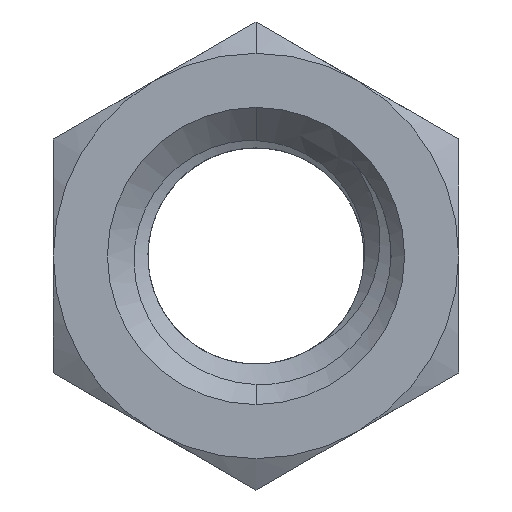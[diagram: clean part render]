
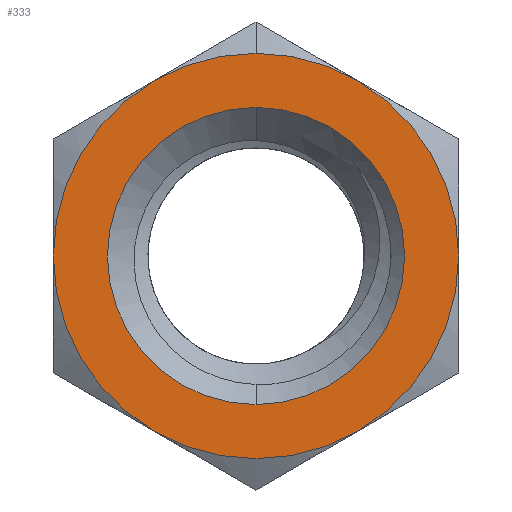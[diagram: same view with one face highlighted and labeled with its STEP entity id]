
A CAD part, front view. The second image highlights one B-rep face of the part: STEP entity #333.
In plain terms, the highlighted planar face has unit normal (0, -1, 0).
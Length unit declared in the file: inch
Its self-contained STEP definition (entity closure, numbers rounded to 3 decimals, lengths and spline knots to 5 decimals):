
#6 = AXIS2_PLACEMENT_3D ( 'NONE', #696, #895, #1505 ) ;
#44 = EDGE_CURVE ( 'NONE', #1606, #1435, #1904, .T. ) ;
#48 = CARTESIAN_POINT ( 'NONE',  ( 0., -0.1615, 0. ) ) ;
#52 = DIRECTION ( 'NONE',  ( 0., 0., -1. ) ) ;
#116 = DIRECTION ( 'NONE',  ( 0., 0., 1. ) ) ;
#151 = VERTEX_POINT ( 'NONE', #2188 ) ;
#153 = VERTEX_POINT ( 'NONE', #514 ) ;
#204 = CIRCLE ( 'NONE', #1908, 0.375 ) ;
#208 = CIRCLE ( 'NONE', #1559, 0.275 ) ;
#234 = CARTESIAN_POINT ( 'NONE',  ( -0.1875, -0.1615, -0.32476 ) ) ;
#292 = DIRECTION ( 'NONE',  ( 0., 0., 1. ) ) ;
#297 = CARTESIAN_POINT ( 'NONE',  ( 0., -0.1615, 0. ) ) ;
#310 = CARTESIAN_POINT ( 'NONE',  ( 0., -0.1615, 0. ) ) ;
#333 = ADVANCED_FACE ( 'NONE', ( #2128, #1785 ), #658, .F. ) ;
#386 = CIRCLE ( 'NONE', #6, 0.375 ) ;
#463 = AXIS2_PLACEMENT_3D ( 'NONE', #1578, #628, #1944 ) ;
#491 = EDGE_CURVE ( 'NONE', #2043, #974, #1666, .T. ) ;
#493 = CARTESIAN_POINT ( 'NONE',  ( 0., -0.1615, 0.375 ) ) ;
#514 = CARTESIAN_POINT ( 'NONE',  ( 0., -0.1615, -0.275 ) ) ;
#522 = CARTESIAN_POINT ( 'NONE',  ( 0.1875, -0.1615, -0.32476 ) ) ;
#532 = DIRECTION ( 'NONE',  ( 0., -1., 0. ) ) ;
#608 = CARTESIAN_POINT ( 'NONE',  ( 0., -0.1615, 0.275 ) ) ;
#628 = DIRECTION ( 'NONE',  ( 0., 1., 0. ) ) ;
#658 = PLANE ( 'NONE',  #463 ) ;
#678 = EDGE_CURVE ( 'NONE', #1131, #153, #1864, .T. ) ;
#696 = CARTESIAN_POINT ( 'NONE',  ( 0., -0.1615, 0. ) ) ;
#736 = EDGE_CURVE ( 'NONE', #974, #1139, #1122, .T. ) ;
#761 = AXIS2_PLACEMENT_3D ( 'NONE', #1735, #1000, #292 ) ;
#774 = DIRECTION ( 'NONE',  ( 0., -1., 0. ) ) ;
#799 = AXIS2_PLACEMENT_3D ( 'NONE', #1719, #954, #52 ) ;
#847 = ORIENTED_EDGE ( 'NONE', *, *, #736, .T. ) ;
#863 = DIRECTION ( 'NONE',  ( 0., 0., 1. ) ) ;
#889 = EDGE_CURVE ( 'NONE', #993, #151, #386, .T. ) ;
#895 = DIRECTION ( 'NONE',  ( 0., -1., 0. ) ) ;
#907 = EDGE_CURVE ( 'NONE', #1435, #2043, #204, .T. ) ;
#954 = DIRECTION ( 'NONE',  ( 0., -1., 0. ) ) ;
#960 = CIRCLE ( 'NONE', #2366, 0.375 ) ;
#974 = VERTEX_POINT ( 'NONE', #2375 ) ;
#976 = EDGE_LOOP ( 'NONE', ( #2397, #2358 ) ) ;
#993 = VERTEX_POINT ( 'NONE', #522 ) ;
#1000 = DIRECTION ( 'NONE',  ( 0., -1., 0. ) ) ;
#1030 = DIRECTION ( 'NONE',  ( 0., 0., 1. ) ) ;
#1062 = EDGE_CURVE ( 'NONE', #1139, #993, #960, .T. ) ;
#1069 = DIRECTION ( 'NONE',  ( 0., 1., 0. ) ) ;
#1122 = CIRCLE ( 'NONE', #761, 0.375 ) ;
#1131 = VERTEX_POINT ( 'NONE', #608 ) ;
#1139 = VERTEX_POINT ( 'NONE', #234 ) ;
#1154 = DIRECTION ( 'NONE',  ( 0., -1., 0. ) ) ;
#1234 = AXIS2_PLACEMENT_3D ( 'NONE', #297, #1967, #1030 ) ;
#1256 = CARTESIAN_POINT ( 'NONE',  ( 0.1875, -0.1615, 0.32476 ) ) ;
#1274 = DIRECTION ( 'NONE',  ( 0., 0., 1. ) ) ;
#1435 = VERTEX_POINT ( 'NONE', #493 ) ;
#1445 = ORIENTED_EDGE ( 'NONE', *, *, #44, .T. ) ;
#1459 = CARTESIAN_POINT ( 'NONE',  ( 0., -0.1615, 0. ) ) ;
#1505 = DIRECTION ( 'NONE',  ( 0., 0., 1. ) ) ;
#1555 = CARTESIAN_POINT ( 'NONE',  ( 0., -0.1615, 0. ) ) ;
#1559 = AXIS2_PLACEMENT_3D ( 'NONE', #48, #1154, #1737 ) ;
#1574 = EDGE_LOOP ( 'NONE', ( #1445, #2170, #1718, #847, #1649, #2045, #2192 ) ) ;
#1578 = CARTESIAN_POINT ( 'NONE',  ( 0., -0.1615, 0. ) ) ;
#1606 = VERTEX_POINT ( 'NONE', #1256 ) ;
#1649 = ORIENTED_EDGE ( 'NONE', *, *, #1062, .T. ) ;
#1653 = EDGE_CURVE ( 'NONE', #1606, #151, #1712, .T. ) ;
#1666 = CIRCLE ( 'NONE', #1234, 0.375 ) ;
#1712 = CIRCLE ( 'NONE', #2296, 0.375 ) ;
#1713 = DIRECTION ( 'NONE',  ( 0., 0., 1. ) ) ;
#1718 = ORIENTED_EDGE ( 'NONE', *, *, #491, .T. ) ;
#1719 = CARTESIAN_POINT ( 'NONE',  ( 0., -0.1615, 0. ) ) ;
#1720 = CARTESIAN_POINT ( 'NONE',  ( -0.1875, -0.1615, 0.32476 ) ) ;
#1735 = CARTESIAN_POINT ( 'NONE',  ( 0., -0.1615, 0. ) ) ;
#1737 = DIRECTION ( 'NONE',  ( 0., 0., -1. ) ) ;
#1785 = FACE_OUTER_BOUND ( 'NONE', #1574, .T. ) ;
#1855 = CARTESIAN_POINT ( 'NONE',  ( 0., -0.1615, 0. ) ) ;
#1864 = CIRCLE ( 'NONE', #799, 0.275 ) ;
#1904 = CIRCLE ( 'NONE', #2250, 0.375 ) ;
#1908 = AXIS2_PLACEMENT_3D ( 'NONE', #1555, #2298, #116 ) ;
#1944 = DIRECTION ( 'NONE',  ( 0., 0., 1. ) ) ;
#1967 = DIRECTION ( 'NONE',  ( 0., -1., 0. ) ) ;
#2043 = VERTEX_POINT ( 'NONE', #1720 ) ;
#2045 = ORIENTED_EDGE ( 'NONE', *, *, #889, .T. ) ;
#2128 = FACE_BOUND ( 'NONE', #976, .T. ) ;
#2170 = ORIENTED_EDGE ( 'NONE', *, *, #907, .T. ) ;
#2188 = CARTESIAN_POINT ( 'NONE',  ( 0.375, -0.1615, 0. ) ) ;
#2192 = ORIENTED_EDGE ( 'NONE', *, *, #1653, .F. ) ;
#2250 = AXIS2_PLACEMENT_3D ( 'NONE', #310, #774, #1713 ) ;
#2296 = AXIS2_PLACEMENT_3D ( 'NONE', #1855, #1069, #863 ) ;
#2298 = DIRECTION ( 'NONE',  ( 0., -1., 0. ) ) ;
#2310 = EDGE_CURVE ( 'NONE', #153, #1131, #208, .T. ) ;
#2358 = ORIENTED_EDGE ( 'NONE', *, *, #678, .F. ) ;
#2366 = AXIS2_PLACEMENT_3D ( 'NONE', #1459, #532, #1274 ) ;
#2375 = CARTESIAN_POINT ( 'NONE',  ( -0.375, -0.1615, 0. ) ) ;
#2397 = ORIENTED_EDGE ( 'NONE', *, *, #2310, .F. ) ;
